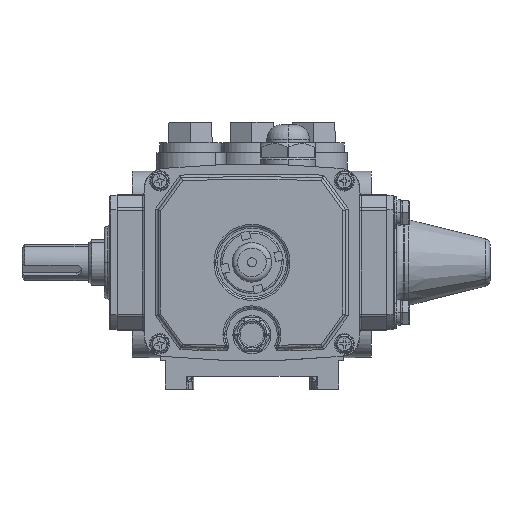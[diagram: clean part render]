
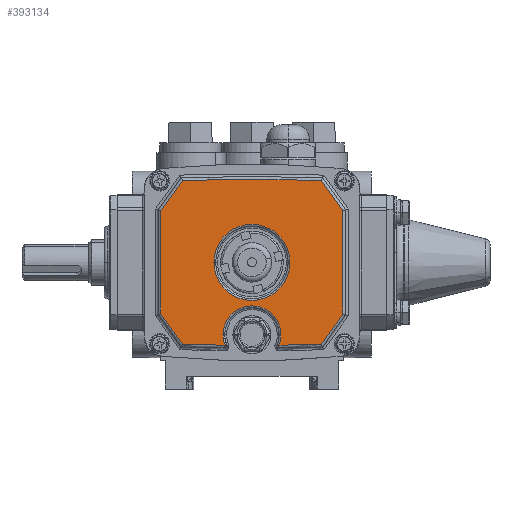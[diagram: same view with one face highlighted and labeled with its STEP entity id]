
A CAD part, top view. The second image highlights one B-rep face of the part: STEP entity #393134.
In plain terms, the highlighted planar face has unit normal (0, 0, 1).
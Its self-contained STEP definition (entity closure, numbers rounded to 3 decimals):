
#9522 = DIRECTION ( 'NONE',  ( 0., 0., 1. ) ) ;
#9524 = CARTESIAN_POINT ( 'NONE',  ( 0., 1442.329, 243.75 ) ) ;
#9525 = AXIS2_PLACEMENT_3D ( 'NONE', #9524, #9522, #9745 ) ;
#9527 = CIRCLE ( 'NONE', #9525, 1452.102 ) ;
#9739 = CARTESIAN_POINT ( 'NONE',  ( 38.216, -9.27, 243.75 ) ) ;
#9742 = CARTESIAN_POINT ( 'NONE',  ( 14.952, -9.696, 243.75 ) ) ;
#9745 = DIRECTION ( 'NONE',  ( -1., 0., 0. ) ) ;
#9861 = VERTEX_POINT ( 'NONE', #369706 ) ;
#10376 = EDGE_CURVE ( 'NONE', #9861, #10661, #369874, .T. ) ;
#10436 = ORIENTED_EDGE ( 'NONE', *, *, #10620, .T. ) ;
#10542 = VERTEX_POINT ( 'NONE', #369861 ) ;
#10549 = ORIENTED_EDGE ( 'NONE', *, *, #10376, .T. ) ;
#10620 = EDGE_CURVE ( 'NONE', #10661, #10542, #369850, .T. ) ;
#10661 = VERTEX_POINT ( 'NONE', #369823 ) ;
#12315 = ORIENTED_EDGE ( 'NONE', *, *, #13619, .T. ) ;
#12457 = ORIENTED_EDGE ( 'NONE', *, *, #12991, .T. ) ;
#12785 = ORIENTED_EDGE ( 'NONE', *, *, #358353, .T. ) ;
#12991 = EDGE_CURVE ( 'NONE', #358340, #198955, #377799, .T. ) ;
#13192 = EDGE_CURVE ( 'NONE', #13317, #9861, #378653, .T. ) ;
#13317 = VERTEX_POINT ( 'NONE', #379195 ) ;
#13376 = ORIENTED_EDGE ( 'NONE', *, *, #198954, .T. ) ;
#13533 = ORIENTED_EDGE ( 'NONE', *, *, #13192, .T. ) ;
#13555 = EDGE_CURVE ( 'NONE', #198969, #13744, #379872, .T. ) ;
#13619 = EDGE_CURVE ( 'NONE', #13744, #13317, #379943, .T. ) ;
#13671 = ORIENTED_EDGE ( 'NONE', *, *, #13555, .T. ) ;
#13744 = VERTEX_POINT ( 'NONE', #380324 ) ;
#143985 = ORIENTED_EDGE ( 'NONE', *, *, #358136, .T. ) ;
#146598 = VERTEX_POINT ( 'NONE', #412015 ) ;
#151574 = ORIENTED_EDGE ( 'NONE', *, *, #159123, .T. ) ;
#159123 = EDGE_CURVE ( 'NONE', #146598, #358140, #412299, .T. ) ;
#198058 = DIRECTION ( 'NONE',  ( -1., 0., 0. ) ) ;
#198059 = DIRECTION ( 'NONE',  ( 0., 0., -1. ) ) ;
#198060 = CARTESIAN_POINT ( 'NONE',  ( 0., 36., 243.75 ) ) ;
#198061 = AXIS2_PLACEMENT_3D ( 'NONE', #198060, #198059, #198058 ) ;
#198062 = CIRCLE ( 'NONE', #198061, 21. ) ;
#198954 = EDGE_CURVE ( 'NONE', #198955, #198969, #9527, .T. ) ;
#198955 = VERTEX_POINT ( 'NONE', #9742 ) ;
#198969 = VERTEX_POINT ( 'NONE', #9739 ) ;
#232925 = EDGE_CURVE ( 'NONE', #10542, #234211, #290507, .T. ) ;
#233180 = ORIENTED_EDGE ( 'NONE', *, *, #232925, .T. ) ;
#234211 = VERTEX_POINT ( 'NONE', #303850 ) ;
#236928 = ORIENTED_EDGE ( 'NONE', *, *, #236940, .T. ) ;
#236940 = EDGE_CURVE ( 'NONE', #234211, #146598, #323391, .T. ) ;
#283562 = EDGE_LOOP ( 'NONE', ( #151574, #143985, #12785, #12457, #13376, #13671, #12315, #13533, #10549, #10436, #233180, #236928 ) ) ;
#285258 = ORIENTED_EDGE ( 'NONE', *, *, #298571, .T. ) ;
#290430 = DIRECTION ( 'NONE',  ( 0., -1., 0. ) ) ;
#290432 = VECTOR ( 'NONE', #290430, 1000. ) ;
#290434 = CARTESIAN_POINT ( 'NONE',  ( -50.25, -1370.329, 243.75 ) ) ;
#290507 = LINE ( 'NONE', #290434, #290432 ) ;
#298571 = EDGE_CURVE ( 'NONE', #358222, #357799, #198062, .T. ) ;
#301641 = DIRECTION ( 'NONE',  ( -1., 0., 0. ) ) ;
#301645 = DIRECTION ( 'NONE',  ( 0., 0., -1. ) ) ;
#301646 = AXIS2_PLACEMENT_3D ( 'NONE', #301656, #301645, #301641 ) ;
#301647 = CIRCLE ( 'NONE', #301646, 21. ) ;
#301656 = CARTESIAN_POINT ( 'NONE',  ( 0., 36., 243.75 ) ) ;
#301723 = CARTESIAN_POINT ( 'NONE',  ( -21., 36., 243.75 ) ) ;
#303850 = CARTESIAN_POINT ( 'NONE',  ( -50.25, 7.483, 243.75 ) ) ;
#303980 = DIRECTION ( 'NONE',  ( -1., 0., 0. ) ) ;
#303981 = DIRECTION ( 'NONE',  ( 0., 0., -1. ) ) ;
#303982 = CARTESIAN_POINT ( 'NONE',  ( 0., -4., 243.75 ) ) ;
#303985 = AXIS2_PLACEMENT_3D ( 'NONE', #303982, #303981, #303980 ) ;
#303987 = CIRCLE ( 'NONE', #303985, 16. ) ;
#304136 = CARTESIAN_POINT ( 'NONE',  ( -14.952, -9.696, 243.75 ) ) ;
#304906 = CARTESIAN_POINT ( 'NONE',  ( 21., 36., 243.75 ) ) ;
#305408 = CARTESIAN_POINT ( 'NONE',  ( 16., -4., 243.75 ) ) ;
#305623 = CARTESIAN_POINT ( 'NONE',  ( -16., -4., 243.75 ) ) ;
#305627 = DIRECTION ( 'NONE',  ( -1., 0., 0. ) ) ;
#305629 = DIRECTION ( 'NONE',  ( 0., 0., -1. ) ) ;
#305632 = AXIS2_PLACEMENT_3D ( 'NONE', #305675, #305629, #305627 ) ;
#305634 = CIRCLE ( 'NONE', #305632, 16. ) ;
#305675 = CARTESIAN_POINT ( 'NONE',  ( 0., -4., 243.75 ) ) ;
#323378 = DIRECTION ( 'NONE',  ( 0.583, -0.812, 0. ) ) ;
#323381 = VECTOR ( 'NONE', #323378, 1000. ) ;
#323385 = CARTESIAN_POINT ( 'NONE',  ( 619.7, -925.192, 243.75 ) ) ;
#323391 = LINE ( 'NONE', #323385, #323381 ) ;
#357788 = EDGE_CURVE ( 'NONE', #357799, #358222, #301647, .T. ) ;
#357799 = VERTEX_POINT ( 'NONE', #301723 ) ;
#358136 = EDGE_CURVE ( 'NONE', #358140, #358358, #303987, .T. ) ;
#358140 = VERTEX_POINT ( 'NONE', #304136 ) ;
#358222 = VERTEX_POINT ( 'NONE', #304906 ) ;
#358340 = VERTEX_POINT ( 'NONE', #305408 ) ;
#358353 = EDGE_CURVE ( 'NONE', #358358, #358340, #305634, .T. ) ;
#358358 = VERTEX_POINT ( 'NONE', #305623 ) ;
#369706 = CARTESIAN_POINT ( 'NONE',  ( 38.216, 81.27, 243.75 ) ) ;
#369823 = CARTESIAN_POINT ( 'NONE',  ( -38.216, 81.27, 243.75 ) ) ;
#369844 = DIRECTION ( 'NONE',  ( -0.583, -0.812, 0. ) ) ;
#369846 = VECTOR ( 'NONE', #369844, 1000. ) ;
#369848 = CARTESIAN_POINT ( 'NONE',  ( -713.019, -858.161, 243.75 ) ) ;
#369850 = LINE ( 'NONE', #369848, #369846 ) ;
#369861 = CARTESIAN_POINT ( 'NONE',  ( -50.25, 64.517, 243.75 ) ) ;
#369864 = DIRECTION ( 'NONE',  ( -1., 0., 0. ) ) ;
#369867 = DIRECTION ( 'NONE',  ( 0., 0., 1. ) ) ;
#369870 = CARTESIAN_POINT ( 'NONE',  ( 0., -1370.329, 243.75 ) ) ;
#369871 = AXIS2_PLACEMENT_3D ( 'NONE', #369870, #369867, #369864 ) ;
#369874 = CIRCLE ( 'NONE', #369871, 1452.102 ) ;
#377795 = AXIS2_PLACEMENT_3D ( 'NONE', #378000, #377998, #377996 ) ;
#377799 = CIRCLE ( 'NONE', #377795, 16. ) ;
#377996 = DIRECTION ( 'NONE',  ( -1., 0., 0. ) ) ;
#377998 = DIRECTION ( 'NONE',  ( 0., 0., -1. ) ) ;
#378000 = CARTESIAN_POINT ( 'NONE',  ( 0., -4., 243.75 ) ) ;
#378644 = DIRECTION ( 'NONE',  ( -0.583, 0.812, 0. ) ) ;
#378647 = VECTOR ( 'NONE', #378644, 1000. ) ;
#378649 = CARTESIAN_POINT ( 'NONE',  ( 713.019, -858.161, 243.75 ) ) ;
#378653 = LINE ( 'NONE', #378649, #378647 ) ;
#379195 = CARTESIAN_POINT ( 'NONE',  ( 50.25, 64.517, 243.75 ) ) ;
#379868 = DIRECTION ( 'NONE',  ( 0.583, 0.812, 0. ) ) ;
#379869 = VECTOR ( 'NONE', #379868, 1000. ) ;
#379870 = CARTESIAN_POINT ( 'NONE',  ( -619.7, -925.192, 243.75 ) ) ;
#379872 = LINE ( 'NONE', #379870, #379869 ) ;
#379939 = DIRECTION ( 'NONE',  ( 0., 1., 0. ) ) ;
#379940 = VECTOR ( 'NONE', #379939, 1000. ) ;
#379942 = CARTESIAN_POINT ( 'NONE',  ( 50.25, -1370.329, 243.75 ) ) ;
#379943 = LINE ( 'NONE', #379942, #379940 ) ;
#380324 = CARTESIAN_POINT ( 'NONE',  ( 50.25, 7.483, 243.75 ) ) ;
#391468 = ORIENTED_EDGE ( 'NONE', *, *, #357788, .T. ) ;
#391724 = EDGE_LOOP ( 'NONE', ( #391468, #285258 ) ) ;
#393134 = ADVANCED_FACE ( 'NONE', ( #415696, #415689 ), #415864, .F. ) ;
#412015 = CARTESIAN_POINT ( 'NONE',  ( -38.216, -9.27, 243.75 ) ) ;
#412286 = DIRECTION ( 'NONE',  ( -1., 0., 0. ) ) ;
#412289 = DIRECTION ( 'NONE',  ( 0., 0., 1. ) ) ;
#412294 = CARTESIAN_POINT ( 'NONE',  ( 0., 1442.329, 243.75 ) ) ;
#412296 = AXIS2_PLACEMENT_3D ( 'NONE', #412294, #412289, #412286 ) ;
#412299 = CIRCLE ( 'NONE', #412296, 1452.102 ) ;
#415689 = FACE_OUTER_BOUND ( 'NONE', #283562, .T. ) ;
#415696 = FACE_BOUND ( 'NONE', #391724, .T. ) ;
#415855 = DIRECTION ( 'NONE',  ( -1., 0., 0. ) ) ;
#415856 = DIRECTION ( 'NONE',  ( 0., 0., -1. ) ) ;
#415857 = CARTESIAN_POINT ( 'NONE',  ( 0., -1370.329, 243.75 ) ) ;
#415859 = AXIS2_PLACEMENT_3D ( 'NONE', #415857, #415856, #415855 ) ;
#415864 = PLANE ( 'NONE',  #415859 ) ;
